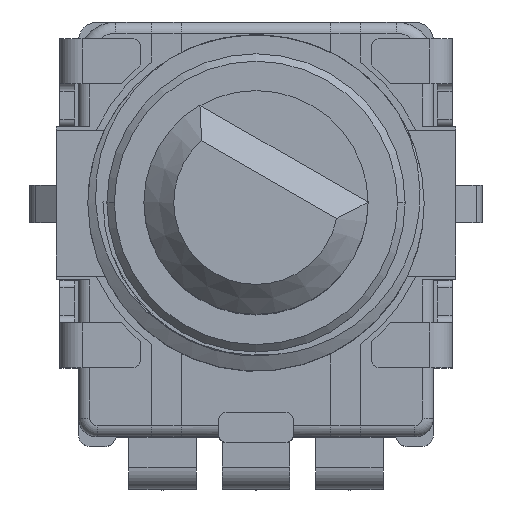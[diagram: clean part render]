
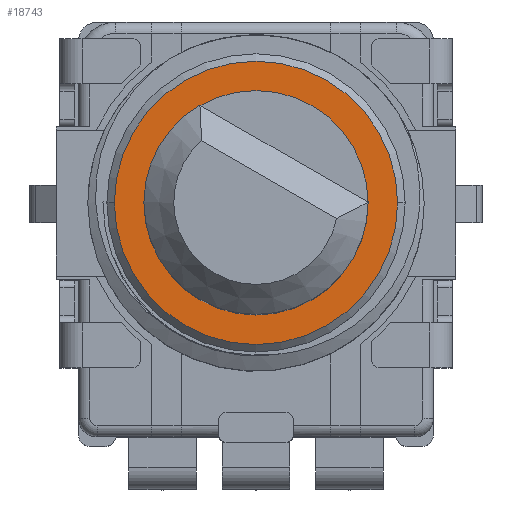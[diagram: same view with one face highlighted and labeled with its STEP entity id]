
A CAD part, top view. The second image highlights one B-rep face of the part: STEP entity #18743.
In plain terms, the highlighted face is planar.
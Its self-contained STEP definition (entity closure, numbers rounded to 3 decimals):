
#1342 = CARTESIAN_POINT ( 'NONE',  ( 1.5, -2.598, -7.5 ) ) ;
#1357 = CARTESIAN_POINT ( 'NONE',  ( -1.5, 2.598, -7.5 ) ) ;
#2134 = VERTEX_POINT ( 'NONE', #1342 ) ;
#2142 = VERTEX_POINT ( 'NONE', #1357 ) ;
#3830 = CIRCLE ( 'NONE', #17850, 3.79 ) ;
#3904 = ORIENTED_EDGE ( 'NONE', *, *, #21950, .F. ) ;
#3991 = ORIENTED_EDGE ( 'NONE', *, *, #7067, .T. ) ;
#4005 = ORIENTED_EDGE ( 'NONE', *, *, #17562, .F. ) ;
#4015 = ORIENTED_EDGE ( 'NONE', *, *, #17649, .T. ) ;
#4722 = EDGE_LOOP ( 'NONE', ( #4005, #3904 ) ) ;
#5244 = EDGE_LOOP ( 'NONE', ( #4015, #3991 ) ) ;
#6241 = CIRCLE ( 'NONE', #7321, 3. ) ;
#6441 = CIRCLE ( 'NONE', #7395, 3.79 ) ;
#6579 = CIRCLE ( 'NONE', #7466, 3. ) ;
#7067 = EDGE_CURVE ( 'NONE', #2134, #2142, #6241, .T. ) ;
#7321 = AXIS2_PLACEMENT_3D ( 'NONE', #13359, #13211, #13198 ) ;
#7395 = AXIS2_PLACEMENT_3D ( 'NONE', #15895, #15893, #15891 ) ;
#7466 = AXIS2_PLACEMENT_3D ( 'NONE', #15945, #15858, #15840 ) ;
#8495 = AXIS2_PLACEMENT_3D ( 'NONE', #19790, #19771, #19769 ) ;
#9665 = CARTESIAN_POINT ( 'NONE',  ( 0., 0., -7.5 ) ) ;
#9666 = DIRECTION ( 'NONE',  ( 0., 0., 1. ) ) ;
#9667 = DIRECTION ( 'NONE',  ( 1., 0., 0. ) ) ;
#13198 = DIRECTION ( 'NONE',  ( -1., 0., 0. ) ) ;
#13211 = DIRECTION ( 'NONE',  ( 0., 0., 1. ) ) ;
#13359 = CARTESIAN_POINT ( 'NONE',  ( 0., 0., -7.5 ) ) ;
#15609 = VERTEX_POINT ( 'NONE', #16232 ) ;
#15613 = VERTEX_POINT ( 'NONE', #16223 ) ;
#15840 = DIRECTION ( 'NONE',  ( -1., 0., 0. ) ) ;
#15858 = DIRECTION ( 'NONE',  ( 0., 0., 1. ) ) ;
#15891 = DIRECTION ( 'NONE',  ( 1., 0., 0. ) ) ;
#15893 = DIRECTION ( 'NONE',  ( 0., 0., 1. ) ) ;
#15895 = CARTESIAN_POINT ( 'NONE',  ( 0., 0., -7.5 ) ) ;
#15945 = CARTESIAN_POINT ( 'NONE',  ( 0., 0., -7.5 ) ) ;
#16223 = CARTESIAN_POINT ( 'NONE',  ( -3.79, 0., -7.5 ) ) ;
#16232 = CARTESIAN_POINT ( 'NONE',  ( 3.79, 0., -7.5 ) ) ;
#16841 = FACE_OUTER_BOUND ( 'NONE', #4722, .T. ) ;
#16847 = FACE_BOUND ( 'NONE', #5244, .T. ) ;
#17562 = EDGE_CURVE ( 'NONE', #15609, #15613, #6441, .T. ) ;
#17649 = EDGE_CURVE ( 'NONE', #2142, #2134, #6579, .T. ) ;
#17850 = AXIS2_PLACEMENT_3D ( 'NONE', #9665, #9666, #9667 ) ;
#18743 = ADVANCED_FACE ( 'NONE', ( #16841, #16847 ), #19789, .T. ) ;
#19769 = DIRECTION ( 'NONE',  ( -1., 0., 0. ) ) ;
#19771 = DIRECTION ( 'NONE',  ( 0., 0., -1. ) ) ;
#19789 = PLANE ( 'NONE',  #8495 ) ;
#19790 = CARTESIAN_POINT ( 'NONE',  ( 0., 0., -7.5 ) ) ;
#21950 = EDGE_CURVE ( 'NONE', #15613, #15609, #3830, .T. ) ;
